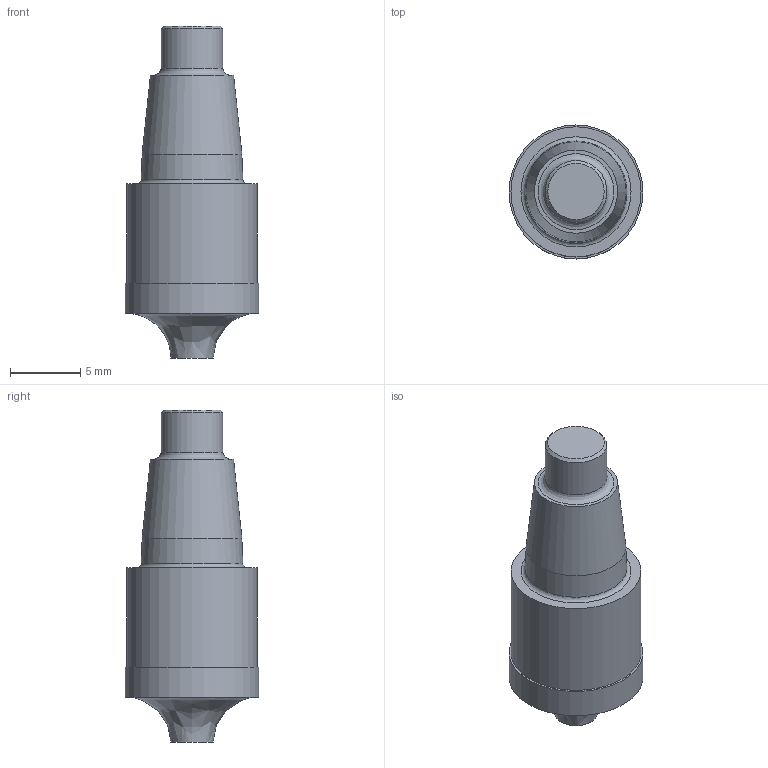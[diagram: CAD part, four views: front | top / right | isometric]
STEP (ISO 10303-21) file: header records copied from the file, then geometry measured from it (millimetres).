
FILE_DESCRIPTION(('STEP'), '1');
FILE_NAME('MOD000000000000000020083216600000.stp', '2018-11-28T15:14:31', (''), (''), 'Express v3.0.0.0', 'Express Tool', 'Unknown');
FILE_SCHEMA(('AUTOMOTIVE_DESIGN'));
Length unit declared in the file: millimetre
Products named in the file (1): A316_10UM400_03732G_SIM
Bounding box: 9.53 x 9.53 x 23.6 mm (x, y, z)
Volume: 1005.1 mm3; surface area: 759.1 mm2
Topology: 2 solids, 2 shells, 16 faces, 34 edges, 26 vertices
Faces by surface type: bspline 16
Entity records: 834 total; most frequent: CARTESIAN_POINT 448, DIRECTION 63, ORIENTED_EDGE 56, EDGE_CURVE 28, AXIS2_PLACEMENT_3D 26, CIRCLE 23, EDGE_LOOP 19, VERTEX_POINT 19
